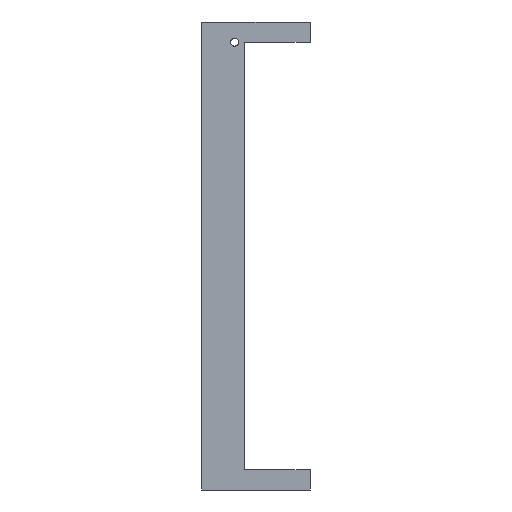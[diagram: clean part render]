
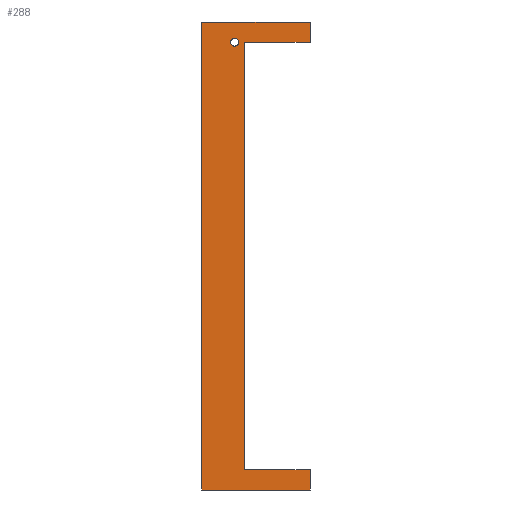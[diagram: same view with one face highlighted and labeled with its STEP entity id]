
A CAD part, front view. The second image highlights one B-rep face of the part: STEP entity #288.
In plain terms, the highlighted planar face has unit normal (0, -1, 0).
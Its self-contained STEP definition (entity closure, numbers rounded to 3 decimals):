
#1 = LINE ( 'NONE', #101, #296 ) ;
#2 = ORIENTED_EDGE ( 'NONE', *, *, #24, .F. ) ;
#5 = EDGE_CURVE ( 'NONE', #295, #441, #568, .T. ) ;
#14 = FACE_BOUND ( 'NONE', #29, .T. ) ;
#15 = LINE ( 'NONE', #332, #49 ) ;
#17 = DIRECTION ( 'NONE',  ( 0., 0., -1. ) ) ;
#19 = ORIENTED_EDGE ( 'NONE', *, *, #414, .T. ) ;
#24 = EDGE_CURVE ( 'NONE', #219, #209, #528, .T. ) ;
#25 = ORIENTED_EDGE ( 'NONE', *, *, #262, .F. ) ;
#28 = VECTOR ( 'NONE', #104, 1000. ) ;
#29 = EDGE_LOOP ( 'NONE', ( #287, #317 ) ) ;
#30 = EDGE_CURVE ( 'NONE', #350, #460, #194, .T. ) ;
#32 = DIRECTION ( 'NONE',  ( 0., 1., 0. ) ) ;
#47 = DIRECTION ( 'NONE',  ( 0., 0., -1. ) ) ;
#49 = VECTOR ( 'NONE', #323, 1000. ) ;
#70 = EDGE_LOOP ( 'NONE', ( #19, #261, #2, #182, #222, #535, #380, #25 ) ) ;
#73 = AXIS2_PLACEMENT_3D ( 'NONE', #565, #428, #122 ) ;
#80 = EDGE_CURVE ( 'NONE', #460, #350, #85, .T. ) ;
#83 = VERTEX_POINT ( 'NONE', #255 ) ;
#85 = CIRCLE ( 'NONE', #73, 1.6 ) ;
#92 = CARTESIAN_POINT ( 'NONE',  ( 30., -8., 8. ) ) ;
#97 = CARTESIAN_POINT ( 'NONE',  ( 30., -8., 8. ) ) ;
#101 = CARTESIAN_POINT ( 'NONE',  ( -13., -8., 8. ) ) ;
#104 = DIRECTION ( 'NONE',  ( -1., 0., 0. ) ) ;
#113 = AXIS2_PLACEMENT_3D ( 'NONE', #220, #32, #125 ) ;
#115 = VECTOR ( 'NONE', #17, 1000. ) ;
#119 = LINE ( 'NONE', #205, #115 ) ;
#122 = DIRECTION ( 'NONE',  ( 0., 0., 1. ) ) ;
#125 = DIRECTION ( 'NONE',  ( 0., 0., 1. ) ) ;
#129 = DIRECTION ( 'NONE',  ( -1., 0., 0. ) ) ;
#158 = VERTEX_POINT ( 'NONE', #97 ) ;
#161 = CARTESIAN_POINT ( 'NONE',  ( 4., -8., 8. ) ) ;
#173 = CARTESIAN_POINT ( 'NONE',  ( 4., -8., -178. ) ) ;
#181 = DIRECTION ( 'NONE',  ( 0., 0., 1. ) ) ;
#182 = ORIENTED_EDGE ( 'NONE', *, *, #184, .F. ) ;
#184 = EDGE_CURVE ( 'NONE', #295, #219, #188, .T. ) ;
#188 = LINE ( 'NONE', #226, #552 ) ;
#189 = EDGE_CURVE ( 'NONE', #209, #83, #1, .T. ) ;
#194 = CIRCLE ( 'NONE', #113, 1.6 ) ;
#205 = CARTESIAN_POINT ( 'NONE',  ( 4., -8., 8. ) ) ;
#209 = VERTEX_POINT ( 'NONE', #315 ) ;
#219 = VERTEX_POINT ( 'NONE', #488 ) ;
#220 = CARTESIAN_POINT ( 'NONE',  ( 0., -8., 0. ) ) ;
#222 = ORIENTED_EDGE ( 'NONE', *, *, #5, .T. ) ;
#223 = CARTESIAN_POINT ( 'NONE',  ( 30., -8., -170. ) ) ;
#226 = CARTESIAN_POINT ( 'NONE',  ( 30., -8., -178. ) ) ;
#255 = CARTESIAN_POINT ( 'NONE',  ( -13., -8., 8. ) ) ;
#261 = ORIENTED_EDGE ( 'NONE', *, *, #189, .F. ) ;
#262 = EDGE_CURVE ( 'NONE', #158, #478, #486, .T. ) ;
#270 = DIRECTION ( 'NONE',  ( 0., 0., -1. ) ) ;
#278 = VECTOR ( 'NONE', #129, 1000. ) ;
#287 = ORIENTED_EDGE ( 'NONE', *, *, #80, .T. ) ;
#288 = ADVANCED_FACE ( 'NONE', ( #14, #373 ), #379, .F. ) ;
#295 = VERTEX_POINT ( 'NONE', #556 ) ;
#296 = VECTOR ( 'NONE', #181, 1000. ) ;
#313 = EDGE_CURVE ( 'NONE', #342, #441, #119, .T. ) ;
#315 = CARTESIAN_POINT ( 'NONE',  ( -13., -8., -178. ) ) ;
#317 = ORIENTED_EDGE ( 'NONE', *, *, #30, .T. ) ;
#323 = DIRECTION ( 'NONE',  ( -1., 0., 0. ) ) ;
#332 = CARTESIAN_POINT ( 'NONE',  ( 30., -8., 0. ) ) ;
#341 = DIRECTION ( 'NONE',  ( 0., 1., 0. ) ) ;
#342 = VERTEX_POINT ( 'NONE', #506 ) ;
#350 = VERTEX_POINT ( 'NONE', #562 ) ;
#373 = FACE_OUTER_BOUND ( 'NONE', #70, .T. ) ;
#377 = DIRECTION ( 'NONE',  ( 0., 0., 1. ) ) ;
#379 = PLANE ( 'NONE',  #472 ) ;
#380 = ORIENTED_EDGE ( 'NONE', *, *, #490, .F. ) ;
#392 = VECTOR ( 'NONE', #270, 1000. ) ;
#414 = EDGE_CURVE ( 'NONE', #158, #83, #555, .T. ) ;
#415 = CARTESIAN_POINT ( 'NONE',  ( 30., -8., 0. ) ) ;
#426 = DIRECTION ( 'NONE',  ( -1., 0., 0. ) ) ;
#428 = DIRECTION ( 'NONE',  ( 0., 1., 0. ) ) ;
#441 = VERTEX_POINT ( 'NONE', #497 ) ;
#459 = VECTOR ( 'NONE', #426, 1000. ) ;
#460 = VERTEX_POINT ( 'NONE', #546 ) ;
#472 = AXIS2_PLACEMENT_3D ( 'NONE', #161, #341, #377 ) ;
#478 = VERTEX_POINT ( 'NONE', #415 ) ;
#486 = LINE ( 'NONE', #92, #392 ) ;
#488 = CARTESIAN_POINT ( 'NONE',  ( 30., -8., -178. ) ) ;
#490 = EDGE_CURVE ( 'NONE', #478, #342, #15, .T. ) ;
#497 = CARTESIAN_POINT ( 'NONE',  ( 4., -8., -170. ) ) ;
#506 = CARTESIAN_POINT ( 'NONE',  ( 4., -8., 0. ) ) ;
#528 = LINE ( 'NONE', #173, #278 ) ;
#535 = ORIENTED_EDGE ( 'NONE', *, *, #313, .F. ) ;
#546 = CARTESIAN_POINT ( 'NONE',  ( 0., -8., 1.6 ) ) ;
#549 = CARTESIAN_POINT ( 'NONE',  ( 4., -8., 8. ) ) ;
#552 = VECTOR ( 'NONE', #47, 1000. ) ;
#555 = LINE ( 'NONE', #549, #28 ) ;
#556 = CARTESIAN_POINT ( 'NONE',  ( 30., -8., -170. ) ) ;
#562 = CARTESIAN_POINT ( 'NONE',  ( 0., -8., -1.6 ) ) ;
#565 = CARTESIAN_POINT ( 'NONE',  ( 0., -8., 0. ) ) ;
#568 = LINE ( 'NONE', #223, #459 ) ;
